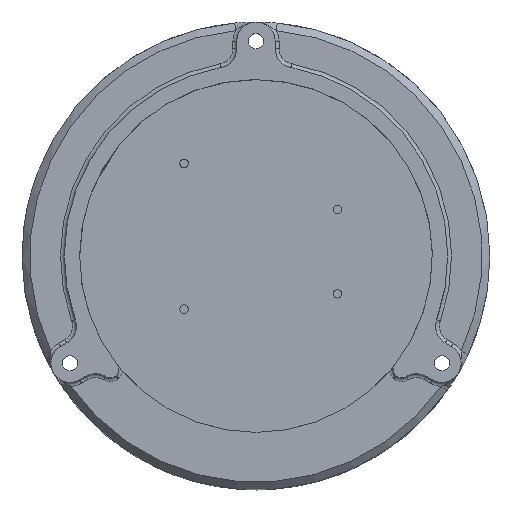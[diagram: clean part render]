
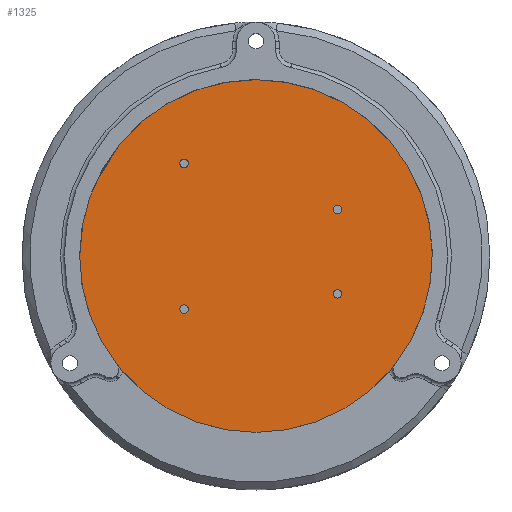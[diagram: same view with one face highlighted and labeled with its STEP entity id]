
A CAD part, top view. The second image highlights one B-rep face of the part: STEP entity #1325.
In plain terms, the highlighted planar face has unit normal (0, 0, 1).
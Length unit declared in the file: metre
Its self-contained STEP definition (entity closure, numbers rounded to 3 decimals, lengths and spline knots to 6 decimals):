
#61=PLANE('',#1497);
#79=FACE_BOUND('',#209,.T.);
#80=FACE_BOUND('',#210,.T.);
#81=FACE_BOUND('',#211,.T.);
#82=FACE_BOUND('',#212,.T.);
#116=FACE_OUTER_BOUND('',#208,.T.);
#208=EDGE_LOOP('',(#1058));
#209=EDGE_LOOP('',(#1059));
#210=EDGE_LOOP('',(#1060));
#211=EDGE_LOOP('',(#1061));
#212=EDGE_LOOP('',(#1062));
#430=CIRCLE('',#1392,0.05842);
#503=CIRCLE('',#1498,0.001397);
#504=CIRCLE('',#1499,0.001397);
#505=CIRCLE('',#1500,0.001397);
#506=CIRCLE('',#1501,0.001397);
#536=VERTEX_POINT('',#2025);
#641=VERTEX_POINT('',#2387);
#642=VERTEX_POINT('',#2389);
#643=VERTEX_POINT('',#2391);
#644=VERTEX_POINT('',#2393);
#657=EDGE_CURVE('',#536,#536,#430,.F.);
#795=EDGE_CURVE('',#641,#641,#503,.T.);
#796=EDGE_CURVE('',#642,#642,#504,.T.);
#797=EDGE_CURVE('',#643,#643,#505,.T.);
#798=EDGE_CURVE('',#644,#644,#506,.T.);
#1058=ORIENTED_EDGE('',*,*,#657,.T.);
#1059=ORIENTED_EDGE('',*,*,#795,.F.);
#1060=ORIENTED_EDGE('',*,*,#796,.F.);
#1061=ORIENTED_EDGE('',*,*,#797,.F.);
#1062=ORIENTED_EDGE('',*,*,#798,.F.);
#1325=ADVANCED_FACE('',(#116,#79,#80,#81,#82),#61,.F.);
#1392=AXIS2_PLACEMENT_3D('',#2026,#1580,#1581);
#1497=AXIS2_PLACEMENT_3D('',#2386,#1847,#1848);
#1498=AXIS2_PLACEMENT_3D('',#2388,#1849,#1850);
#1499=AXIS2_PLACEMENT_3D('',#2390,#1851,#1852);
#1500=AXIS2_PLACEMENT_3D('',#2392,#1853,#1854);
#1501=AXIS2_PLACEMENT_3D('',#2394,#1855,#1856);
#1580=DIRECTION('center_axis',(0.,0.,-1.));
#1581=DIRECTION('ref_axis',(-1.,0.,0.));
#1847=DIRECTION('center_axis',(0.,0.,-1.));
#1848=DIRECTION('ref_axis',(-1.,0.,0.));
#1849=DIRECTION('center_axis',(0.,0.,1.));
#1850=DIRECTION('ref_axis',(1.,0.,0.));
#1851=DIRECTION('center_axis',(0.,0.,1.));
#1852=DIRECTION('ref_axis',(1.,0.,0.));
#1853=DIRECTION('center_axis',(0.,0.,1.));
#1854=DIRECTION('ref_axis',(1.,0.,0.));
#1855=DIRECTION('center_axis',(0.,0.,1.));
#1856=DIRECTION('ref_axis',(1.,0.,0.));
#2025=CARTESIAN_POINT('',(-0.05842,0.,-0.04826));
#2026=CARTESIAN_POINT('Origin',(0.,0.,-0.04826));
#2386=CARTESIAN_POINT('Origin',(0.,0.,-0.04826));
#2387=CARTESIAN_POINT('',(-0.025211,0.030685,-0.04826));
#2388=CARTESIAN_POINT('Origin',(-0.023814,0.030685,-0.04826));
#2389=CARTESIAN_POINT('',(0.025589,-0.012495,-0.04826));
#2390=CARTESIAN_POINT('Origin',(0.026986,-0.012495,
-0.04826));
#2391=CARTESIAN_POINT('',(0.025589,0.015445,-0.04826));
#2392=CARTESIAN_POINT('Origin',(0.026986,0.015445,-0.04826));
#2393=CARTESIAN_POINT('',(-0.025211,-0.017575,-0.04826));
#2394=CARTESIAN_POINT('Origin',(-0.023814,-0.017575,
-0.04826));
